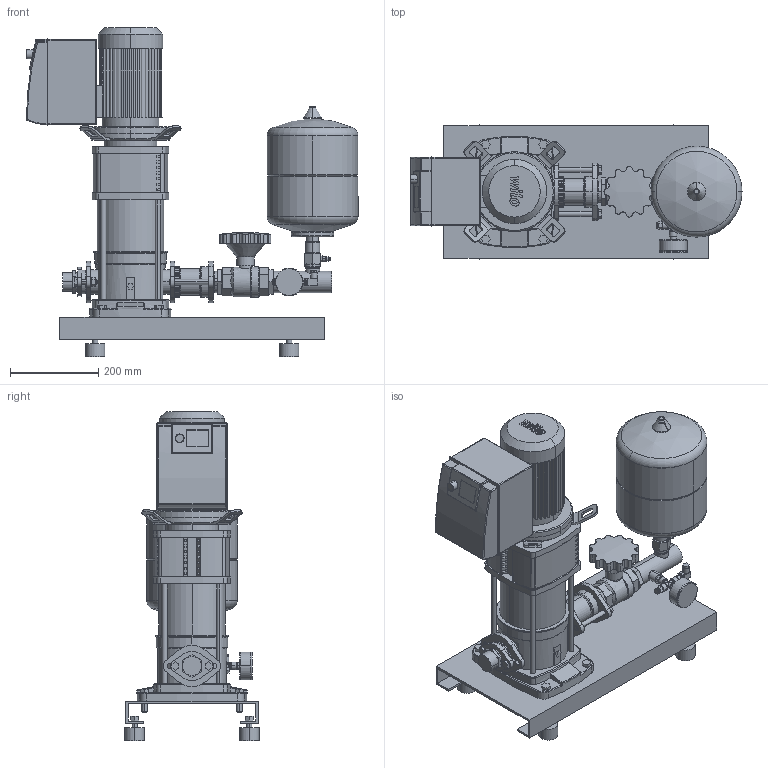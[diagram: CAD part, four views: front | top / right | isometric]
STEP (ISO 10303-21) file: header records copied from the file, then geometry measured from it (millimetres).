
FILE_DESCRIPTION((''),'2;1');
FILE_NAME('3d_SiBoostSmart1HelixVE1002-2537652.stp','2015-08-24T10:45:39',(''),(''),'Mechanical Desktop 2009','Mechanical Desktop 2009',', , ');
FILE_SCHEMA(('CONFIG_CONTROL_DESIGN'));
Length unit declared in the file: millimetre
Products named in the file (1): Product
Bounding box: 753 x 304 x 748.2 mm (x, y, z)
Volume: 27610114 mm3; surface area: 2394816.9 mm2
Topology: 55 solids, 55 shells, 1616 faces, 4065 edges, 2637 vertices
Faces by surface type: plane 570, bspline 438, cylinder 433, cone 84, torus 74, sphere 17
Entity records: 54515 total; most frequent: CARTESIAN_POINT 15969, ORIENTED_EDGE 8106, DIRECTION 7734, EDGE_CURVE 4053, AXIS2_PLACEMENT_3D 2701, VERTEX_POINT 2637, VECTOR 2332, LINE 2332
